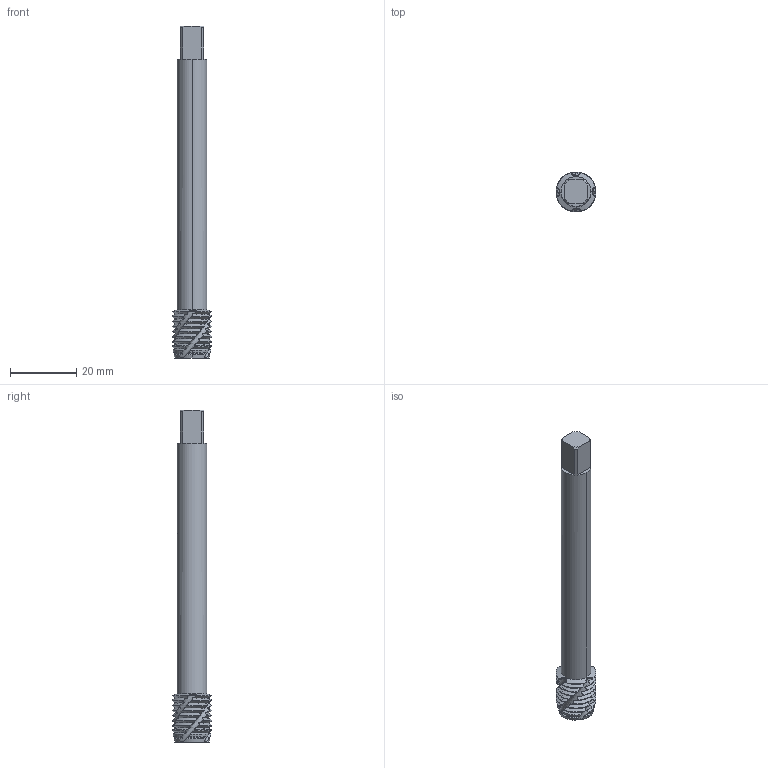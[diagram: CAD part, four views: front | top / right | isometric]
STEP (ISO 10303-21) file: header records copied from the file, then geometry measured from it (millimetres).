
FILE_DESCRIPTION(('no description'),'unknown implementation level');
FILE_NAME('solidRPcHOXgJpTE9B4pTNBMrWmEIIfE_1.STP',' ',('CIM GmbH Aachen'),('CADClick - KiM GmbH - www.kimweb.de'),'unknown preprocess','ACIS','unknown authorization');
FILE_SCHEMA(('automotive_design'));
Length unit declared in the file: millimetre
Products named in the file (2): 1; 2
Bounding box: 12 x 12 x 100 mm (x, y, z)
Volume: 6598.6 mm3; surface area: 4248.4 mm2
Topology: 2 solids, 2 shells, 285 faces, 815 edges, 534 vertices
Faces by surface type: cone 126, cylinder 102, bspline 36, plane 17, revolution 4
Entity records: 26788 total; most frequent: CARTESIAN_POINT 11007, STYLED_ITEM 1636, PRESENTATION_STYLE_ASSIGNMENT 1636, COLOUR_RGB 1636, ORIENTED_EDGE 1630, DIRECTION 1147, EDGE_CURVE 815, CURVE_STYLE 815
